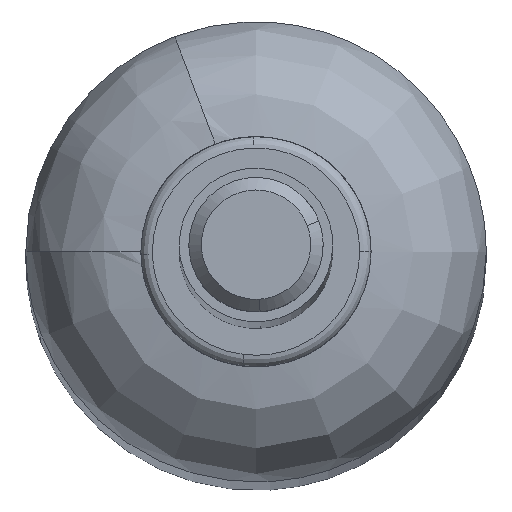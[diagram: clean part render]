
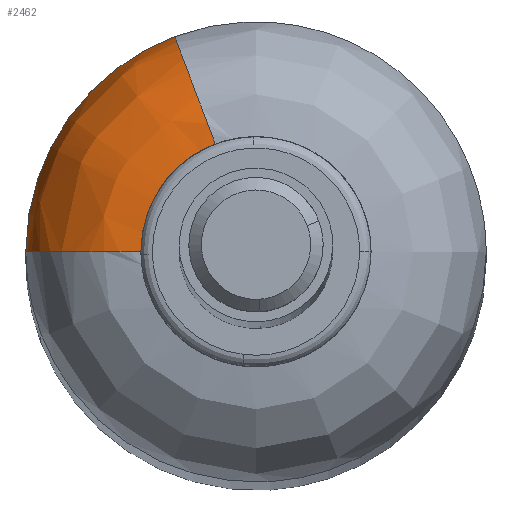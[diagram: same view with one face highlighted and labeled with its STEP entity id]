
A CAD part, top view. The second image highlights one B-rep face of the part: STEP entity #2462.
In plain terms, the highlighted free-form (B-spline) face has degree [2, 2] with [7, 3] control points.
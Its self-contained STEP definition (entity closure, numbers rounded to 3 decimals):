
#1781=CARTESIAN_POINT('',(-6.,0.0,-3.0));
#1782=VERTEX_POINT('',#1781);
#1796=CARTESIAN_POINT('',(-2.12,5.613,-3.));
#1797=VERTEX_POINT('',#1796);
#1798=CARTESIAN_POINT('',(-6.,0.0,-3.0));
#1799=CARTESIAN_POINT('',(-6.,4.148,-3.));
#1800=CARTESIAN_POINT('',(-2.12,5.613,-3.));
#1808=(BOUNDED_CURVE()B_SPLINE_CURVE(2,(#1798,#1799,#1800),.UNSPECIFIED.,.F.,.U.)B_SPLINE_CURVE_WITH_KNOTS((3,3),(0.0,0.19),.UNSPECIFIED.)CURVE()GEOMETRIC_REPRESENTATION_ITEM()RATIONAL_B_SPLINE_CURVE((1.0,0.777,0.893))REPRESENTATION_ITEM(''));
#1809=EDGE_CURVE('',#1782,#1797,#1808,.T.);
#2346=CARTESIAN_POINT('',(-1.06,2.807,0.));
#2347=VERTEX_POINT('',#2346);
#2365=CARTESIAN_POINT('',(-3.,0.0,0.));
#2366=VERTEX_POINT('',#2365);
#2382=CARTESIAN_POINT('',(-6.,0.0,-3.0));
#2383=CARTESIAN_POINT('',(-6.,0.0,0.));
#2384=CARTESIAN_POINT('',(-3.,0.0,0.));
#2392=(BOUNDED_CURVE()B_SPLINE_CURVE(2,(#2382,#2383,#2384),.UNSPECIFIED.,.F.,.U.)B_SPLINE_CURVE_WITH_KNOTS((3,3),(0.5,0.75),.UNSPECIFIED.)CURVE()GEOMETRIC_REPRESENTATION_ITEM()RATIONAL_B_SPLINE_CURVE((1.0,0.707,1.))REPRESENTATION_ITEM(''));
#2393=EDGE_CURVE('',#1782,#2366,#2392,.T.);
#2399=CARTESIAN_POINT('',(-2.12,5.613,-3.));
#2400=CARTESIAN_POINT('',(-2.12,5.613,0.));
#2401=CARTESIAN_POINT('',(-1.06,2.807,0.));
#2409=(BOUNDED_CURVE()B_SPLINE_CURVE(2,(#2399,#2400,#2401),.UNSPECIFIED.,.F.,.U.)B_SPLINE_CURVE_WITH_KNOTS((3,3),(0.5,0.75),.UNSPECIFIED.)CURVE()GEOMETRIC_REPRESENTATION_ITEM()RATIONAL_B_SPLINE_CURVE((0.893,0.632,0.893))REPRESENTATION_ITEM(''));
#2410=EDGE_CURVE('',#1797,#2347,#2409,.T.);
#2415=CARTESIAN_POINT('',(-5.992,0.0,-3.215));
#2416=CARTESIAN_POINT('',(-6.,0.0,-3.108));
#2417=CARTESIAN_POINT('',(-6.,0.0,-3.0));
#2418=CARTESIAN_POINT('',(-6.,0.0,0.));
#2419=CARTESIAN_POINT('',(-3.,0.0,0.));
#2420=CARTESIAN_POINT('',(-2.892,0.0,0.));
#2421=CARTESIAN_POINT('',(-2.785,0.0,-0.008));
#2422=CARTESIAN_POINT('',(-5.992,4.142,-3.215));
#2423=CARTESIAN_POINT('',(-6.,4.148,-3.108));
#2424=CARTESIAN_POINT('',(-6.,4.148,-3.));
#2425=CARTESIAN_POINT('',(-6.,4.148,0.));
#2426=CARTESIAN_POINT('',(-3.,2.074,0.));
#2427=CARTESIAN_POINT('',(-2.892,2.,0.));
#2428=CARTESIAN_POINT('',(-2.785,1.925,-0.008));
#2429=CARTESIAN_POINT('',(-2.117,5.606,-3.215));
#2430=CARTESIAN_POINT('',(-2.12,5.613,-3.108));
#2431=CARTESIAN_POINT('',(-2.12,5.613,-3.));
#2432=CARTESIAN_POINT('',(-2.12,5.613,0.));
#2433=CARTESIAN_POINT('',(-1.06,2.807,0.));
#2434=CARTESIAN_POINT('',(-1.022,2.706,0.));
#2435=CARTESIAN_POINT('',(-0.984,2.606,-0.008));
#2443=(BOUNDED_SURFACE()B_SPLINE_SURFACE(2,2,((#2415,#2422,#2429),(#2416,#2423,#2430),(#2417,#2424,#2431),(#2418,#2425,#2432),(#2419,#2426,#2433),(#2420,#2427,#2434),(#2421,#2428,#2435)),.UNSPECIFIED.,.F.,.F.,.U.)B_SPLINE_SURFACE_WITH_KNOTS((3,2,2,3),(3,3),(0.0,0.248,5.219,5.467),(0.0,7.481),.UNSPECIFIED.)GEOMETRIC_REPRESENTATION_ITEM()RATIONAL_B_SPLINE_SURFACE(((0.972,0.756,0.868),(0.985,0.766,0.88),(1.0,0.777,0.893),(0.707,0.55,0.632),(1.0,0.777,0.893),(0.985,0.766,0.88),(0.972,0.756,0.868)))REPRESENTATION_ITEM('')SURFACE());
#2444=CARTESIAN_POINT('',(-3.,0.0,0.));
#2445=CARTESIAN_POINT('',(-3.,2.074,0.0));
#2446=CARTESIAN_POINT('',(-1.06,2.807,0.));
#2454=(BOUNDED_CURVE()B_SPLINE_CURVE(2,(#2444,#2445,#2446),.UNSPECIFIED.,.F.,.U.)B_SPLINE_CURVE_WITH_KNOTS((3,3),(0.0,0.19),.UNSPECIFIED.)CURVE()GEOMETRIC_REPRESENTATION_ITEM()RATIONAL_B_SPLINE_CURVE((1.0,0.777,0.893))REPRESENTATION_ITEM(''));
#2455=EDGE_CURVE('',#2366,#2347,#2454,.T.);
#2456=ORIENTED_EDGE('',*,*,#2455,.T.);
#2457=ORIENTED_EDGE('',*,*,#2410,.F.);
#2458=ORIENTED_EDGE('',*,*,#1809,.F.);
#2459=ORIENTED_EDGE('',*,*,#2393,.T.);
#2460=EDGE_LOOP('',(#2456,#2457,#2458,#2459));
#2461=FACE_OUTER_BOUND('',#2460,.T.);
#2462=ADVANCED_FACE('',(#2461),#2443,.T.);
